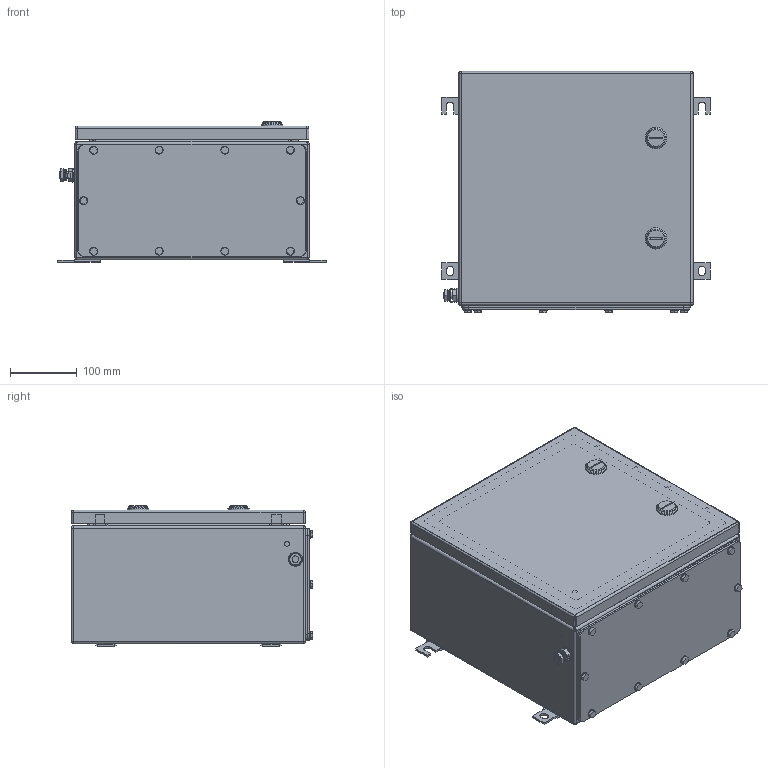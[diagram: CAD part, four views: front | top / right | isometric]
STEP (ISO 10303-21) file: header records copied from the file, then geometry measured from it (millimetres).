
FILE_DESCRIPTION(('CATIA V5 STEP Exchange','CAx-IF Rec.Pracs.--- Model Styling and Organization---1.4--- 2014-01-23'),'2;1');
FILE_NAME ('1530536-3_0_8000109891_8000109891_KTB_QL_353520_S4E1_LD.stp','2023-04-27T08:17:08+00:00',('none'),('Weidmueller'),'CATIA Version 5-6 Release 2016 SP3 HF44','CATIA V5 STEP AP214','none');
FILE_SCHEMA(('AUTOMOTIVE_DESIGN { 1 0 10303 214 1 1 1 1 }'));
Products named in the file (1): 8000109891 KTB QL 353520 S4E1
Bounding box: 401 x 361 x 209.8 mm (x, y, z)
Volume: 1181862.6 mm3; surface area: 1347253.9 mm2
Topology: 72 solids, 74 shells, 1527 faces, 3634 edges, 2298 vertices
Faces by surface type: cylinder 672, plane 663, cone 140, bspline 28, torus 16, sphere 8
Entity records: 48635 total; most frequent: CARTESIAN_POINT 14759, ORIENTED_EDGE 7132, DIRECTION 6009, EDGE_CURVE 3566, AXIS2_PLACEMENT_3D 2532, VERTEX_POINT 2298, VECTOR 1986, LINE 1986
